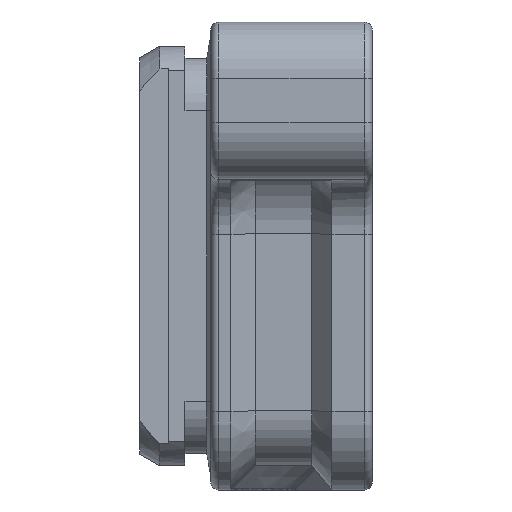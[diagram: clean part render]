
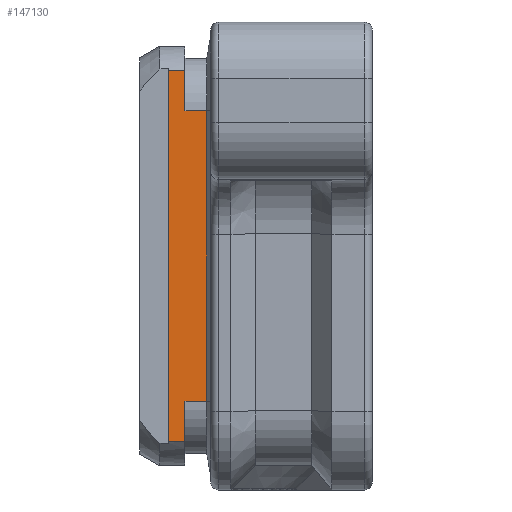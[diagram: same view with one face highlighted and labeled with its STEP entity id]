
A CAD part, left-side view. The second image highlights one B-rep face of the part: STEP entity #147130.
In plain terms, the highlighted planar face has unit normal (-1, 0, 0).
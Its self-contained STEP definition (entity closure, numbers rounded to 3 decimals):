
#6750=CARTESIAN_POINT('',(48.885,-10.506,-48.994));
#6760=VERTEX_POINT('',#6750);
#6790=CARTESIAN_POINT('',(48.885,-10.506,-30.82));
#6800=DIRECTION('',(0.,0.,1.));
#6810=VECTOR('',#6800,1.);
#6820=LINE('',#6790,#6810);
#6830=CARTESIAN_POINT('',(48.885,-10.506,-44.));
#6840=VERTEX_POINT('',#6830);
#6850=EDGE_CURVE('',#6760,#6840,#6820,.T.);
#26050=CARTESIAN_POINT('',(48.885,-10.506,-8.));
#26060=VERTEX_POINT('',#26050);
#26090=CARTESIAN_POINT('',(48.885,-10.506,-3.006));
#26100=VERTEX_POINT('',#26090);
#26110=EDGE_CURVE('',#26060,#26100,#6820,.T.);
#70080=CARTESIAN_POINT('',(48.885,-13.706,-44.));
#70090=DIRECTION('',(0.,1.,0.));
#70100=VECTOR('',#70090,1.);
#70110=LINE('',#70080,#70100);
#70120=CARTESIAN_POINT('',(48.885,-13.206,-44.));
#70130=VERTEX_POINT('',#70120);
#70140=EDGE_CURVE('',#70130,#6840,#70110,.T.);
#107610=CARTESIAN_POINT('',(48.885,-8.506,
-48.994));
#107620=VERTEX_POINT('',#107610);
#107650=CARTESIAN_POINT('',(48.885,-8.506,
-48.994));
#107660=DIRECTION('',(0.,1.,0.));
#107670=VECTOR('',#107660,1.);
#107680=LINE('',#107650,#107670);
#107690=EDGE_CURVE('',#6760,#107620,#107680,.T.);
#144750=CARTESIAN_POINT('',(48.885,-8.506,
-3.006));
#144760=VERTEX_POINT('',#144750);
#144790=CARTESIAN_POINT('',(48.885,-8.506,
-30.82));
#144800=DIRECTION('',(0.,0.,1.));
#144810=VECTOR('',#144800,1.);
#144820=LINE('',#144790,#144810);
#144830=EDGE_CURVE('',#107620,#144760,#144820,.T.);
#146670=CARTESIAN_POINT('',(48.885,-13.706,-3.006));
#146680=DIRECTION('',(0.,-1.,0.));
#146690=VECTOR('',#146680,1.);
#146700=LINE('',#146670,#146690);
#146710=EDGE_CURVE('',#144760,#26100,#146700,.T.);
#146860=CARTESIAN_POINT('',(48.885,-8.506,-52.));
#146870=DIRECTION('',(-1.,0.,0.));
#146880=DIRECTION('',(0.,0.,1.));
#146890=AXIS2_PLACEMENT_3D('',#146860,#146870,#146880);
#146900=PLANE('',#146890);
#146910=ORIENTED_EDGE('',*,*,#6850,.T.);
#146920=ORIENTED_EDGE('',*,*,#107690,.F.);
#146930=ORIENTED_EDGE('',*,*,#144830,.F.);
#146940=ORIENTED_EDGE('',*,*,#146710,.F.);
#146950=ORIENTED_EDGE('',*,*,#26110,.T.);
#146960=CARTESIAN_POINT('',(48.885,-13.706,-8.));
#146970=DIRECTION('',(0.,-1.,0.));
#146980=VECTOR('',#146970,1.);
#146990=LINE('',#146960,#146980);
#147000=CARTESIAN_POINT('',(48.885,-13.206,-8.));
#147010=VERTEX_POINT('',#147000);
#147020=EDGE_CURVE('',#26060,#147010,#146990,.T.);
#147030=ORIENTED_EDGE('',*,*,#147020,.F.);
#147040=CARTESIAN_POINT('',(48.885,-13.206,-26.));
#147050=DIRECTION('',(0.,0.,1.));
#147060=VECTOR('',#147050,1.);
#147070=LINE('',#147040,#147060);
#147080=EDGE_CURVE('',#70130,#147010,#147070,.T.);
#147090=ORIENTED_EDGE('',*,*,#147080,.T.);
#147100=ORIENTED_EDGE('',*,*,#70140,.F.);
#147110=EDGE_LOOP('',(#147100,#147090,#147030,#146950,#146940,#146930,
#146920,#146910));
#147120=FACE_OUTER_BOUND('',#147110,.T.);
#147130=ADVANCED_FACE('',(#147120),#146900,.T.);
